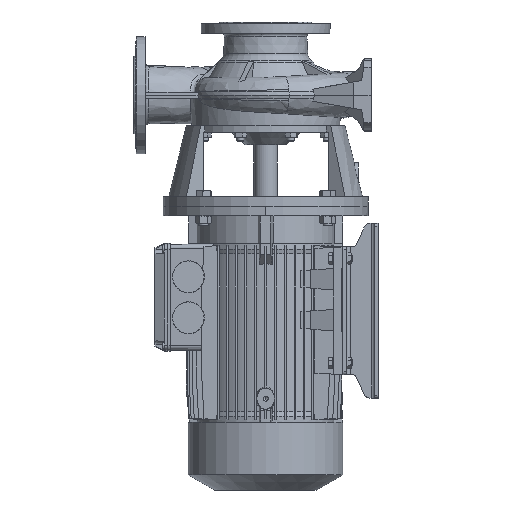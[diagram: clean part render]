
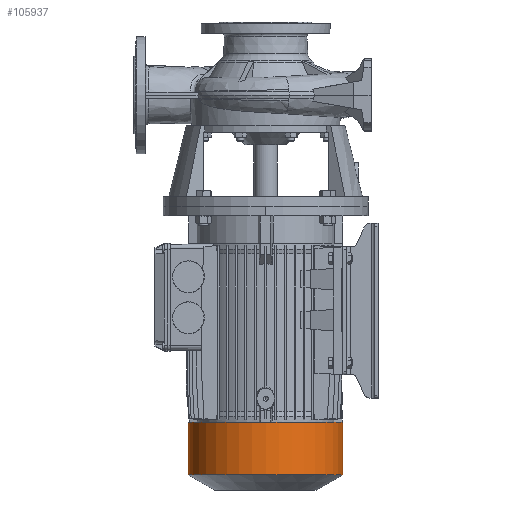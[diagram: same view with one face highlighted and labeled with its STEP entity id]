
A CAD part, left-side view. The second image highlights one B-rep face of the part: STEP entity #105937.
In plain terms, the highlighted cylindrical face has radius 132 mm (diameter 264 mm), a partial arc.
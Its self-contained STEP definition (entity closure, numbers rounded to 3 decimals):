
#1971 = CARTESIAN_POINT ( 'NONE',  ( 0., 0., -267. ) ) ;
#2858 = EDGE_CURVE ( 'NONE', #47070, #74791, #93741, .T. ) ;
#6084 = AXIS2_PLACEMENT_3D ( 'NONE', #58333, #60125, #32866 ) ;
#10091 = AXIS2_PLACEMENT_3D ( 'NONE', #1971, #103153, #94070 ) ;
#15076 = DIRECTION ( 'NONE',  ( 0., 0., -1. ) ) ;
#26307 = CARTESIAN_POINT ( 'NONE',  ( 0., -132., -152.5 ) ) ;
#28854 = LINE ( 'NONE', #66405, #74028 ) ;
#32866 = DIRECTION ( 'NONE',  ( 0., 1., 0. ) ) ;
#37359 = CARTESIAN_POINT ( 'NONE',  ( 0., 132., -152.5 ) ) ;
#37727 = CYLINDRICAL_SURFACE ( 'NONE', #10091, 132. ) ;
#42215 = EDGE_CURVE ( 'NONE', #103954, #114747, #28854, .T. ) ;
#42944 = DIRECTION ( 'NONE',  ( 0., 1., 0. ) ) ;
#44754 = ORIENTED_EDGE ( 'NONE', *, *, #95772, .T. ) ;
#47070 = VERTEX_POINT ( 'NONE', #37359 ) ;
#50975 = ORIENTED_EDGE ( 'NONE', *, *, #42215, .F. ) ;
#54337 = EDGE_CURVE ( 'NONE', #114747, #74791, #77583, .T. ) ;
#58333 = CARTESIAN_POINT ( 'NONE',  ( 0., 0., -242.808 ) ) ;
#60125 = DIRECTION ( 'NONE',  ( 0., 0., -1. ) ) ;
#61097 = CARTESIAN_POINT ( 'NONE',  ( 0., 0., -152.5 ) ) ;
#66405 = CARTESIAN_POINT ( 'NONE',  ( 0., -132., -267. ) ) ;
#67028 = CARTESIAN_POINT ( 'NONE',  ( 0., 132., -267. ) ) ;
#71004 = AXIS2_PLACEMENT_3D ( 'NONE', #61097, #15076, #42944 ) ;
#71782 = EDGE_LOOP ( 'NONE', ( #50975, #44754, #86887, #111269 ) ) ;
#74028 = VECTOR ( 'NONE', #85224, 1000. ) ;
#74791 = VERTEX_POINT ( 'NONE', #117901 ) ;
#76808 = CIRCLE ( 'NONE', #71004, 132. ) ;
#77583 = CIRCLE ( 'NONE', #6084, 132. ) ;
#84275 = CARTESIAN_POINT ( 'NONE',  ( 0., -132., -242.808 ) ) ;
#85224 = DIRECTION ( 'NONE',  ( 0., 0., -1. ) ) ;
#86887 = ORIENTED_EDGE ( 'NONE', *, *, #2858, .T. ) ;
#93741 = LINE ( 'NONE', #67028, #114127 ) ;
#94070 = DIRECTION ( 'NONE',  ( 0., 1., 0. ) ) ;
#95772 = EDGE_CURVE ( 'NONE', #103954, #47070, #76808, .T. ) ;
#101956 = FACE_OUTER_BOUND ( 'NONE', #71782, .T. ) ;
#103153 = DIRECTION ( 'NONE',  ( 0., 0., -1. ) ) ;
#103954 = VERTEX_POINT ( 'NONE', #26307 ) ;
#105229 = DIRECTION ( 'NONE',  ( 0., 0., -1. ) ) ;
#105937 = ADVANCED_FACE ( 'NONE', ( #101956 ), #37727, .T. ) ;
#111269 = ORIENTED_EDGE ( 'NONE', *, *, #54337, .F. ) ;
#114127 = VECTOR ( 'NONE', #105229, 1000. ) ;
#114747 = VERTEX_POINT ( 'NONE', #84275 ) ;
#117901 = CARTESIAN_POINT ( 'NONE',  ( 0., 132., -242.808 ) ) ;
